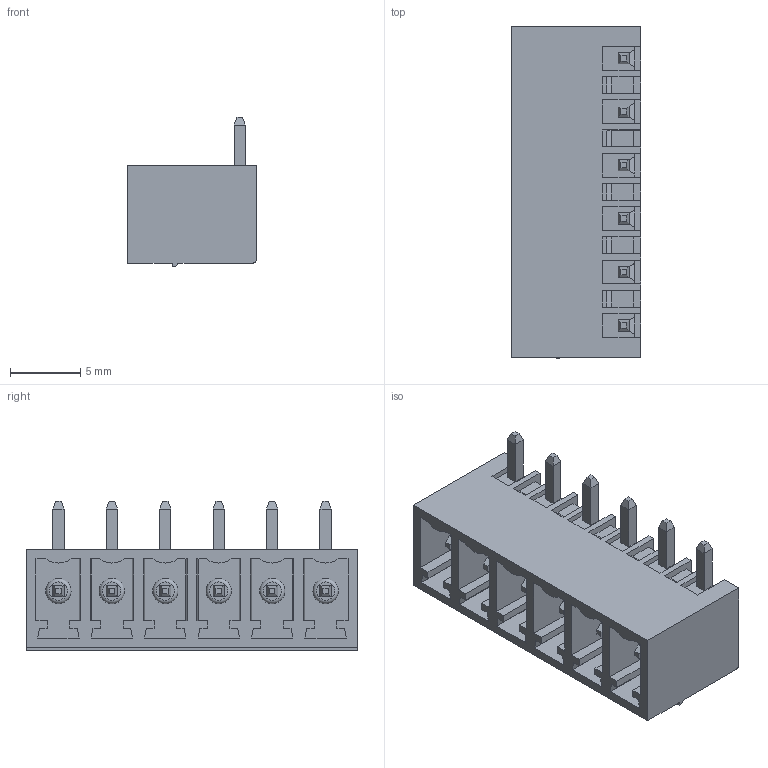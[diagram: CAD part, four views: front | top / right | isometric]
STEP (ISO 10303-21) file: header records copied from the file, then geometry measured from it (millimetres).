
FILE_DESCRIPTION(('STEP AP214'),'1');
FILE_NAME('PV06-3,81-H-P.stp','2021-04-06T10:59:20',(' '),(' '),'Spatial InterOp 3D',' ',' ');
FILE_SCHEMA(('AUTOMOTIVE_DESIGN { 1 0 10303 214 1 1 1 1 }'));
Length unit declared in the file: metre
Products named in the file (1): 1617710805
Bounding box: 9.2 x 23.66 x 10.65 mm (x, y, z)
Volume: 870.9 mm3; surface area: 1967.8 mm2
Topology: 1 solids, 1 shells, 321 faces, 855 edges, 554 vertices
Faces by surface type: plane 302, cylinder 13, torus 6
Full cylindrical faces by diameter (mm): 1.8 x6
Entity records: 12208 total; most frequent: CARTESIAN_POINT 1707, ORIENTED_EDGE 1674, DIRECTION 1513, EDGE_CURVE 837, LINE 805, VECTOR 805, VERTEX_POINT 548, AXIS2_PLACEMENT_3D 354
